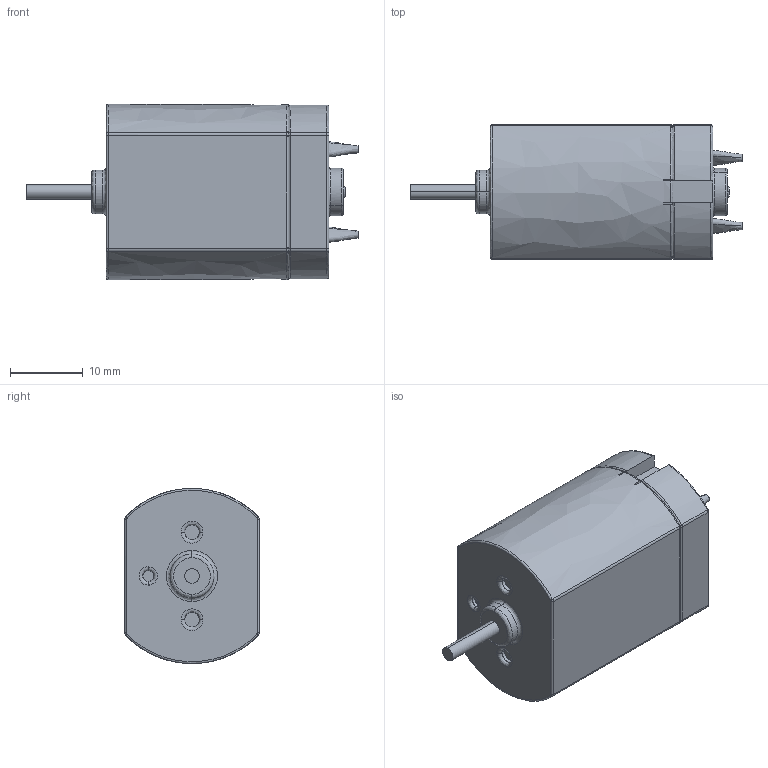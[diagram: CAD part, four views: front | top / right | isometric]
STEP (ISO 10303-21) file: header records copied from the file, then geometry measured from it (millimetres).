
FILE_DESCRIPTION(/* description */ (''),/* implementation_level */ '2;1');
FILE_NAME(/* name */ 'AEK-MC-DC',/* time_stamp */ '2020-04-16T14:16:27+02:00',/* author */ (''),/* organization */ (''),/* preprocessor_version */ 'ST-DEVELOPER v15',/* originating_system */ '',/* authorisation */ '');
FILE_SCHEMA (('AUTOMOTIVE_DESIGN'));
Length unit declared in the file: millimetre
Products named in the file (1): Document
Bounding box: 45.5 x 18.4 x 24 mm (x, y, z)
Volume: 11976 mm3; surface area: 7293.6 mm2
Topology: 5 solids, 5 shells, 176 faces, 403 edges, 245 vertices
Faces by surface type: bspline 130, plane 46
Entity records: 7409 total; most frequent: CARTESIAN_POINT 4875, ORIENTED_EDGE 806, EDGE_CURVE 403, VERTEX_POINT 245, B_SPLINE_CURVE_WITH_KNOTS 242, EDGE_LOOP 190, ADVANCED_FACE 176, FACE_OUTER_BOUND 176
